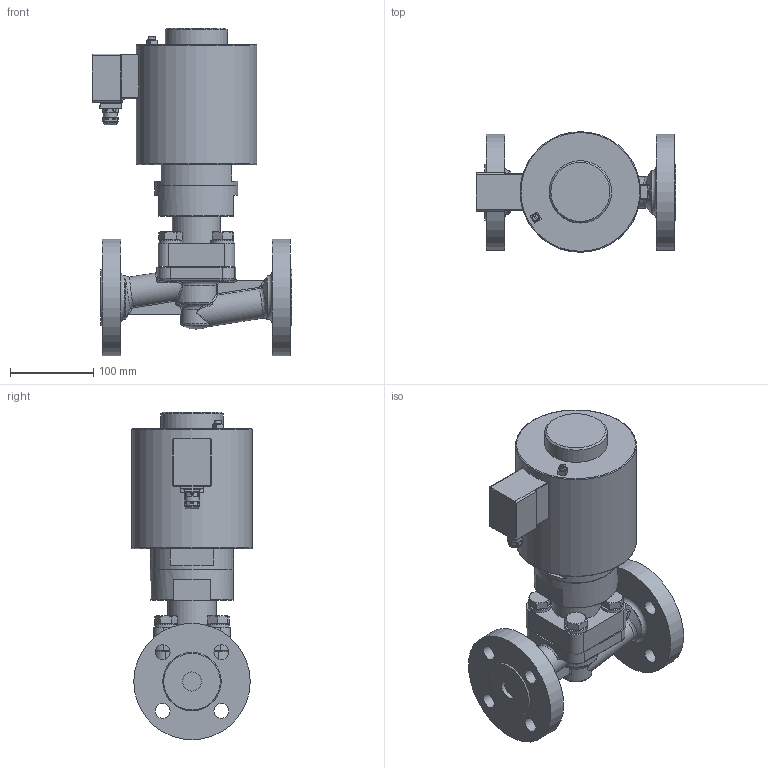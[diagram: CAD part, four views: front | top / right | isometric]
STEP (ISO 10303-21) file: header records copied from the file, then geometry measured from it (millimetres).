
FILE_DESCRIPTION(/* description */ ('3D-Modell'),/* implementation_level */ '2;1');
FILE_NAME(/* name */ '024.005884_1-041-03-0004-.358.stp',/* time_stamp */ '2019-10-10T13:55:21+02:00',/* author */ ('CBeuthner'),/* organization */ (''),/* preprocessor_version */ 'ST-DEVELOPER v16.1',/* originating_system */ 'Autodesk Inventor 2016',/* authorisation */ '');
FILE_SCHEMA (('CONFIG_CONTROL_DESIGN'));
Length unit declared in the file: millimetre
Products named in the file (1): 88-004361
Bounding box: 240.5 x 145 x 394 mm (x, y, z)
Volume: 4497161.2 mm3; surface area: 299610.5 mm2
Topology: 2 solids, 2 shells, 461 faces, 1133 edges, 703 vertices
Faces by surface type: plane 176, cylinder 140, cone 66, bspline 47, torus 27, sphere 5
Full cylindrical faces by diameter (mm): 4.51 x1, 16 x12, 17 x2, 18 x8, 22.49 x4, 23 x2, 45 x1, 52 x2, 58 x1, 75 x1, 100 x2, 140 x2, 145 x1
Entity records: 18088 total; most frequent: CARTESIAN_POINT 7586, ORIENTED_EDGE 2110, DIRECTION 1967, EDGE_CURVE 1055, AXIS2_PLACEMENT_3D 808, VERTEX_POINT 682, EDGE_LOOP 577, FACE_OUTER_BOUND 461
